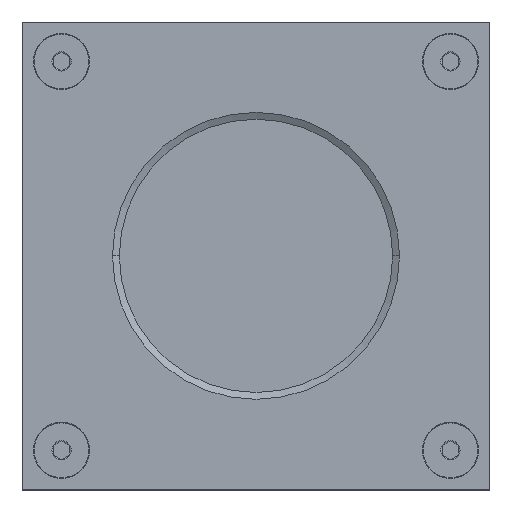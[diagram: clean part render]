
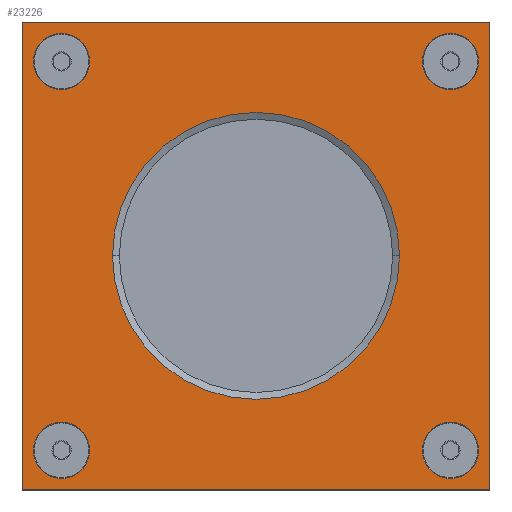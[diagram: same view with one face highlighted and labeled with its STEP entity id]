
A CAD part, top view. The second image highlights one B-rep face of the part: STEP entity #23226.
In plain terms, the highlighted planar face has unit normal (0, 0, 1).
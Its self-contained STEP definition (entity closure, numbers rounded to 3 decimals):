
#806 = CARTESIAN_POINT ( 'NONE',  ( -77.594, 63.079, 3.35 ) ) ;
#928 = CARTESIAN_POINT ( 'NONE',  ( -70.094, 55.579, 3.35 ) ) ;
#1222 = EDGE_CURVE ( 'NONE', #15789, #25143, #10161, .T. ) ;
#1304 = CARTESIAN_POINT ( 'NONE',  ( -1.441, 55.579, 3.35 ) ) ;
#1434 = CARTESIAN_POINT ( 'NONE',  ( -33.094, 18.579, 3.35 ) ) ;
#1652 = CARTESIAN_POINT ( 'NONE',  ( 3.906, 55.579, 3.35 ) ) ;
#1666 = VERTEX_POINT ( 'NONE', #15372 ) ;
#1860 = CARTESIAN_POINT ( 'NONE',  ( 11.406, 63.079, 3.35 ) ) ;
#2218 = DIRECTION ( 'NONE',  ( 1., 0., 0. ) ) ;
#2381 = CIRCLE ( 'NONE', #35901, 5.347 ) ;
#2503 = CARTESIAN_POINT ( 'NONE',  ( 3.906, -18.421, 3.35 ) ) ;
#3046 = ORIENTED_EDGE ( 'NONE', *, *, #16010, .F. ) ;
#3371 = CIRCLE ( 'NONE', #20727, 5.347 ) ;
#3456 = AXIS2_PLACEMENT_3D ( 'NONE', #5247, #21070, #14855 ) ;
#3578 = EDGE_LOOP ( 'NONE', ( #8081, #31906 ) ) ;
#3843 = EDGE_CURVE ( 'NONE', #12798, #4327, #3371, .T. ) ;
#3900 = EDGE_CURVE ( 'NONE', #12493, #40482, #8282, .T. ) ;
#4322 = CARTESIAN_POINT ( 'NONE',  ( -77.594, -25.921, 3.35 ) ) ;
#4327 = VERTEX_POINT ( 'NONE', #12329 ) ;
#4413 = DIRECTION ( 'NONE',  ( 1., 0., 0. ) ) ;
#4861 = DIRECTION ( 'NONE',  ( 0., 0., 1. ) ) ;
#4891 = EDGE_CURVE ( 'NONE', #1666, #35232, #39837, .T. ) ;
#4948 = CARTESIAN_POINT ( 'NONE',  ( 11.406, -25.921, 3.35 ) ) ;
#5240 = CARTESIAN_POINT ( 'NONE',  ( 9.252, -18.421, 3.35 ) ) ;
#5247 = CARTESIAN_POINT ( 'NONE',  ( -70.094, -18.421, 3.35 ) ) ;
#5608 = DIRECTION ( 'NONE',  ( 0., 0., 1. ) ) ;
#6055 = FACE_BOUND ( 'NONE', #3578, .T. ) ;
#7413 = EDGE_LOOP ( 'NONE', ( #21855, #39985, #13977, #7603 ) ) ;
#7427 = ORIENTED_EDGE ( 'NONE', *, *, #3900, .F. ) ;
#7465 = DIRECTION ( 'NONE',  ( 0., 0., 1. ) ) ;
#7547 = VECTOR ( 'NONE', #30295, 1000. ) ;
#7603 = ORIENTED_EDGE ( 'NONE', *, *, #24426, .T. ) ;
#8081 = ORIENTED_EDGE ( 'NONE', *, *, #3843, .F. ) ;
#8282 = CIRCLE ( 'NONE', #27020, 5.347 ) ;
#8377 = EDGE_CURVE ( 'NONE', #10313, #41036, #8730, .T. ) ;
#8730 = CIRCLE ( 'NONE', #31163, 5.347 ) ;
#9313 = EDGE_LOOP ( 'NONE', ( #23704, #16315 ) ) ;
#10161 = LINE ( 'NONE', #32022, #21994 ) ;
#10193 = CARTESIAN_POINT ( 'NONE',  ( 9.252, 55.579, 3.35 ) ) ;
#10313 = VERTEX_POINT ( 'NONE', #17211 ) ;
#11006 = DIRECTION ( 'NONE',  ( 0., -1., 0. ) ) ;
#11200 = AXIS2_PLACEMENT_3D ( 'NONE', #37860, #21909, #24810 ) ;
#11286 = AXIS2_PLACEMENT_3D ( 'NONE', #1652, #4861, #30224 ) ;
#11563 = CARTESIAN_POINT ( 'NONE',  ( 11.406, 63.079, 3.35 ) ) ;
#11605 = DIRECTION ( 'NONE',  ( -1., 0., 0. ) ) ;
#11798 = DIRECTION ( 'NONE',  ( 1., 0., 0. ) ) ;
#11869 = CIRCLE ( 'NONE', #37068, 5.347 ) ;
#11976 = FACE_BOUND ( 'NONE', #9313, .T. ) ;
#12287 = EDGE_CURVE ( 'NONE', #4327, #12798, #32534, .T. ) ;
#12329 = CARTESIAN_POINT ( 'NONE',  ( -75.441, 55.579, 3.35 ) ) ;
#12493 = VERTEX_POINT ( 'NONE', #10193 ) ;
#12572 = DIRECTION ( 'NONE',  ( 1., 0., 0. ) ) ;
#12798 = VERTEX_POINT ( 'NONE', #33662 ) ;
#13977 = ORIENTED_EDGE ( 'NONE', *, *, #23707, .T. ) ;
#14127 = AXIS2_PLACEMENT_3D ( 'NONE', #1434, #19903, #23515 ) ;
#14477 = CARTESIAN_POINT ( 'NONE',  ( 3.906, 55.579, 3.35 ) ) ;
#14728 = EDGE_CURVE ( 'NONE', #41036, #10313, #2381, .T. ) ;
#14855 = DIRECTION ( 'NONE',  ( 1., 0., 0. ) ) ;
#15372 = CARTESIAN_POINT ( 'NONE',  ( -60.393, 18.579, 3.35 ) ) ;
#15379 = FACE_OUTER_BOUND ( 'NONE', #7413, .T. ) ;
#15789 = VERTEX_POINT ( 'NONE', #4322 ) ;
#15839 = DIRECTION ( 'NONE',  ( 1., 0., 0. ) ) ;
#15985 = CIRCLE ( 'NONE', #11286, 5.347 ) ;
#16010 = EDGE_CURVE ( 'NONE', #40482, #12493, #15985, .T. ) ;
#16315 = ORIENTED_EDGE ( 'NONE', *, *, #29740, .F. ) ;
#16609 = LINE ( 'NONE', #17176, #32460 ) ;
#17176 = CARTESIAN_POINT ( 'NONE',  ( -77.594, 63.079, 3.35 ) ) ;
#17211 = CARTESIAN_POINT ( 'NONE',  ( -1.441, -18.421, 3.35 ) ) ;
#17264 = VECTOR ( 'NONE', #11605, 1000. ) ;
#18397 = FACE_BOUND ( 'NONE', #20366, .T. ) ;
#19503 = DIRECTION ( 'NONE',  ( 1., 0., 0. ) ) ;
#19654 = DIRECTION ( 'NONE',  ( 0., 0., 1. ) ) ;
#19903 = DIRECTION ( 'NONE',  ( 0., 0., -1. ) ) ;
#20366 = EDGE_LOOP ( 'NONE', ( #7427, #3046 ) ) ;
#20397 = ORIENTED_EDGE ( 'NONE', *, *, #4891, .T. ) ;
#20727 = AXIS2_PLACEMENT_3D ( 'NONE', #928, #19654, #4413 ) ;
#20841 = CARTESIAN_POINT ( 'NONE',  ( -5.795, 18.579, 3.35 ) ) ;
#21070 = DIRECTION ( 'NONE',  ( 0., 0., 1. ) ) ;
#21102 = EDGE_LOOP ( 'NONE', ( #30159, #24901 ) ) ;
#21855 = ORIENTED_EDGE ( 'NONE', *, *, #26261, .T. ) ;
#21909 = DIRECTION ( 'NONE',  ( 0., 0., -1. ) ) ;
#21994 = VECTOR ( 'NONE', #15839, 1000. ) ;
#22796 = FACE_BOUND ( 'NONE', #38099, .T. ) ;
#22830 = DIRECTION ( 'NONE',  ( 0., 0., 1. ) ) ;
#23226 = ADVANCED_FACE ( 'NONE', ( #22796, #6055, #18397, #26807, #11976, #15379 ), #31987, .T. ) ;
#23488 = ORIENTED_EDGE ( 'NONE', *, *, #40443, .T. ) ;
#23515 = DIRECTION ( 'NONE',  ( 1., 0., 0. ) ) ;
#23704 = ORIENTED_EDGE ( 'NONE', *, *, #35732, .F. ) ;
#23707 = EDGE_CURVE ( 'NONE', #25143, #37813, #38693, .T. ) ;
#24024 = CARTESIAN_POINT ( 'NONE',  ( -77.594, 63.079, 3.35 ) ) ;
#24426 = EDGE_CURVE ( 'NONE', #37813, #39801, #39576, .T. ) ;
#24507 = CARTESIAN_POINT ( 'NONE',  ( -64.748, -18.421, 3.35 ) ) ;
#24810 = DIRECTION ( 'NONE',  ( 1., 0., 0. ) ) ;
#24901 = ORIENTED_EDGE ( 'NONE', *, *, #8377, .F. ) ;
#25143 = VERTEX_POINT ( 'NONE', #4948 ) ;
#25595 = CARTESIAN_POINT ( 'NONE',  ( -77.594, -25.921, 3.35 ) ) ;
#26142 = AXIS2_PLACEMENT_3D ( 'NONE', #28698, #31752, #12572 ) ;
#26261 = EDGE_CURVE ( 'NONE', #39801, #15789, #16609, .T. ) ;
#26320 = CARTESIAN_POINT ( 'NONE',  ( -70.094, -18.421, 3.35 ) ) ;
#26439 = AXIS2_PLACEMENT_3D ( 'NONE', #25595, #22830, #19503 ) ;
#26807 = FACE_BOUND ( 'NONE', #21102, .T. ) ;
#27020 = AXIS2_PLACEMENT_3D ( 'NONE', #14477, #37022, #2218 ) ;
#27516 = CARTESIAN_POINT ( 'NONE',  ( 3.906, -18.421, 3.35 ) ) ;
#28698 = CARTESIAN_POINT ( 'NONE',  ( -70.094, 55.579, 3.35 ) ) ;
#29385 = DIRECTION ( 'NONE',  ( 1., 0., 0. ) ) ;
#29740 = EDGE_CURVE ( 'NONE', #30821, #33500, #30129, .T. ) ;
#30129 = CIRCLE ( 'NONE', #3456, 5.347 ) ;
#30159 = ORIENTED_EDGE ( 'NONE', *, *, #14728, .F. ) ;
#30224 = DIRECTION ( 'NONE',  ( 1., 0., 0. ) ) ;
#30295 = DIRECTION ( 'NONE',  ( 0., 1., 0. ) ) ;
#30821 = VERTEX_POINT ( 'NONE', #38602 ) ;
#31163 = AXIS2_PLACEMENT_3D ( 'NONE', #2503, #37174, #37319 ) ;
#31752 = DIRECTION ( 'NONE',  ( 0., 0., 1. ) ) ;
#31906 = ORIENTED_EDGE ( 'NONE', *, *, #12287, .F. ) ;
#31987 = PLANE ( 'NONE',  #26439 ) ;
#32022 = CARTESIAN_POINT ( 'NONE',  ( -77.594, -25.921, 3.35 ) ) ;
#32460 = VECTOR ( 'NONE', #11006, 1000. ) ;
#32534 = CIRCLE ( 'NONE', #26142, 5.347 ) ;
#33500 = VERTEX_POINT ( 'NONE', #24507 ) ;
#33662 = CARTESIAN_POINT ( 'NONE',  ( -64.748, 55.579, 3.35 ) ) ;
#35232 = VERTEX_POINT ( 'NONE', #20841 ) ;
#35732 = EDGE_CURVE ( 'NONE', #33500, #30821, #11869, .T. ) ;
#35901 = AXIS2_PLACEMENT_3D ( 'NONE', #27516, #5608, #11798 ) ;
#37022 = DIRECTION ( 'NONE',  ( 0., 0., 1. ) ) ;
#37068 = AXIS2_PLACEMENT_3D ( 'NONE', #26320, #7465, #29385 ) ;
#37174 = DIRECTION ( 'NONE',  ( 0., 0., 1. ) ) ;
#37284 = CIRCLE ( 'NONE', #14127, 27.299 ) ;
#37319 = DIRECTION ( 'NONE',  ( 1., 0., 0. ) ) ;
#37813 = VERTEX_POINT ( 'NONE', #11563 ) ;
#37860 = CARTESIAN_POINT ( 'NONE',  ( -33.094, 18.579, 3.35 ) ) ;
#38099 = EDGE_LOOP ( 'NONE', ( #23488, #20397 ) ) ;
#38602 = CARTESIAN_POINT ( 'NONE',  ( -75.441, -18.421, 3.35 ) ) ;
#38693 = LINE ( 'NONE', #1860, #7547 ) ;
#39576 = LINE ( 'NONE', #24024, #17264 ) ;
#39801 = VERTEX_POINT ( 'NONE', #806 ) ;
#39837 = CIRCLE ( 'NONE', #11200, 27.299 ) ;
#39985 = ORIENTED_EDGE ( 'NONE', *, *, #1222, .T. ) ;
#40443 = EDGE_CURVE ( 'NONE', #35232, #1666, #37284, .T. ) ;
#40482 = VERTEX_POINT ( 'NONE', #1304 ) ;
#41036 = VERTEX_POINT ( 'NONE', #5240 ) ;
